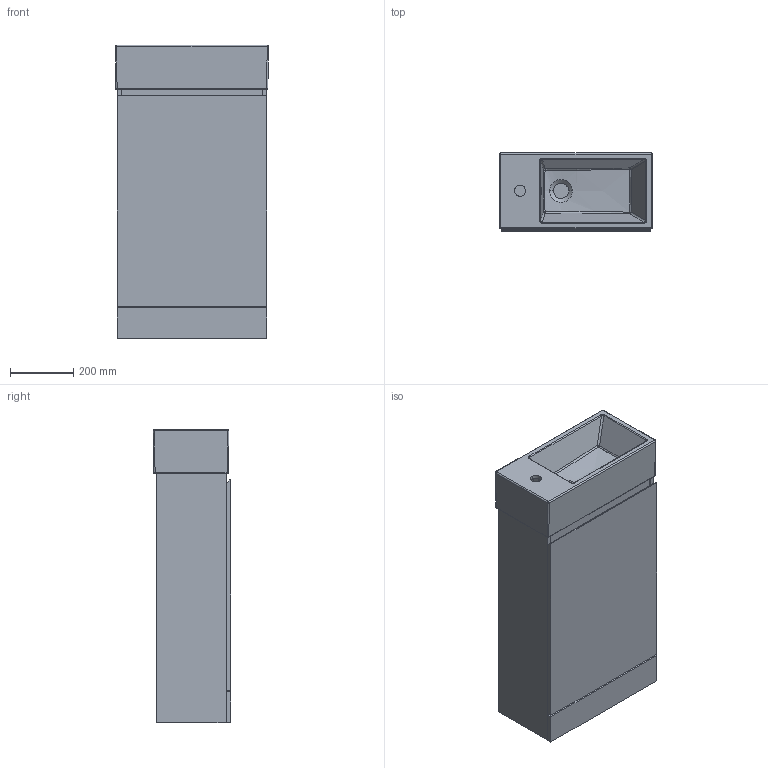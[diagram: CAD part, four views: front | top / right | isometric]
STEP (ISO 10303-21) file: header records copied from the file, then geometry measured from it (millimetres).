
FILE_DESCRIPTION(/* description */ (''),/* implementation_level */ '2;1');
FILE_NAME(/* name */ 'STEP - 2328354',/* time_stamp */ '2025-03-21T13:42:46+11:00',/* author */ (''),/* organization */ (''),/* preprocessor_version */ 'ST-DEVELOPER v16.5',/* originating_system */ 'Rhino 7.37',/* authorisation */ '');
FILE_SCHEMA (('AUTOMOTIVE_DESIGN'));
Length unit declared in the file: millimetre
Products named in the file (1): Document
Bounding box: 484.92 x 245.94 x 930 mm (x, y, z)
Volume: 21775125.6 mm3; surface area: 3323625.5 mm2
Topology: 33 solids, 51 shells, 1476 faces, 3868 edges, 2448 vertices
Faces by surface type: plane 579, cylinder 499, bspline 398
Full cylindrical faces by diameter (mm): 1 x2, 2 x6, 3 x30, 3.275 x2, 4 x8, 5 x4, 6 x4, 7 x2, 35 x2
Entity records: 58625 total; most frequent: CARTESIAN_POINT 34425, ORIENTED_EDGE 7574, EDGE_CURVE 3840, VERTEX_POINT 2448, B_SPLINE_CURVE_WITH_KNOTS 2213, EDGE_LOOP 1632, ADVANCED_FACE 1476, FACE_OUTER_BOUND 1476
